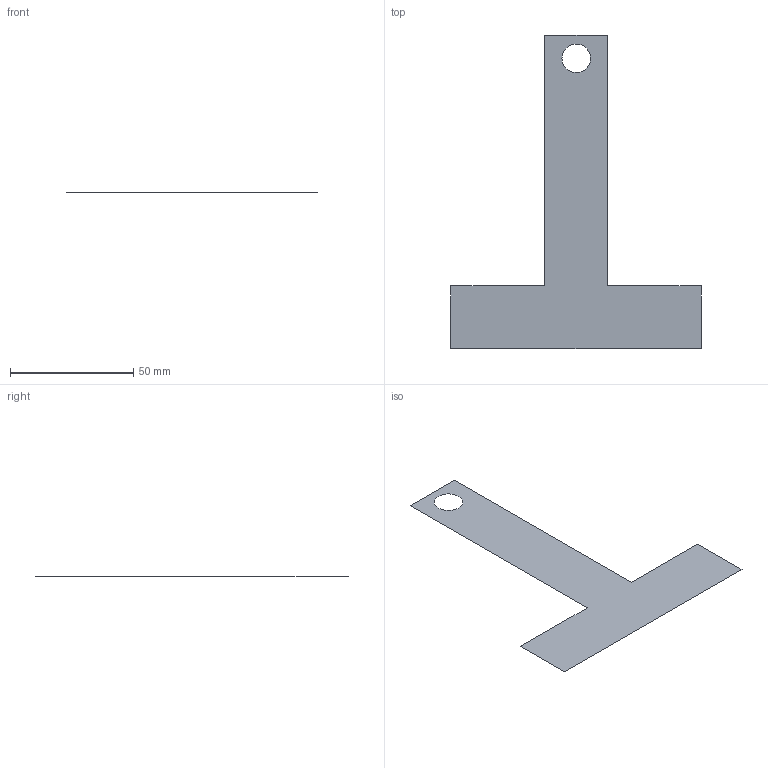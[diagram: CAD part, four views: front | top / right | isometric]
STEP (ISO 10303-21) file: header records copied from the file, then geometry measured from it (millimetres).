
FILE_DESCRIPTION (( 'STEP AP203' ), '1' );
FILE_NAME ('Part1_Default_sldprt.STEP', '2023-03-08T15:26:14', ( '' ), ( '' ), 'SwSTEP 2.0', 'SolidWorks 2022', '' );
FILE_SCHEMA (( 'CONFIG_CONTROL_DESIGN' ));
Length unit declared in the file: inch
Products named in the file (1): Part1_Default_sldprt
Bounding box: 101.6 x 127 x 0 mm (x, y, z)
Surface area: 5055.5 mm2 (no closed solid volume)
Topology: 0 solids, 1 shells, 1 faces, 9 edges, 9 vertices
Faces by surface type: plane 1
Entity records: 170 total; most frequent: CARTESIAN_POINT 20, DIRECTION 14, ORIENTED_EDGE 9, VERTEX_POINT 9, EDGE_CURVE 9, VECTOR 8, PERSON_AND_ORGANIZATION 8, LINE 8
